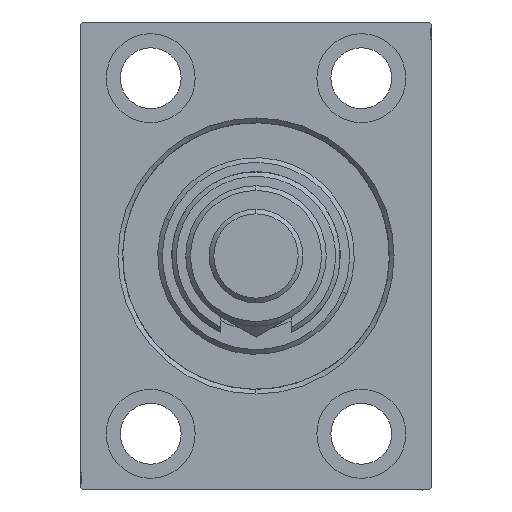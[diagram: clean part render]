
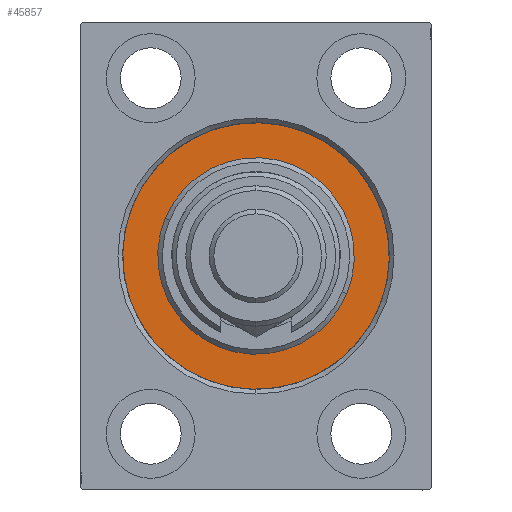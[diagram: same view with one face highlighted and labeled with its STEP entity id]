
A CAD part, left-side view. The second image highlights one B-rep face of the part: STEP entity #45857.
In plain terms, the highlighted face is planar.
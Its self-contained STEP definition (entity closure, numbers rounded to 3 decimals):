
#81 = DIRECTION ( 'NONE',  ( 0., 0., 1. ) ) ;
#1148 = AXIS2_PLACEMENT_3D ( 'NONE', #16895, #4733, #9678 ) ;
#2773 = EDGE_CURVE ( 'NONE', #5306, #13591, #34174, .T. ) ;
#4733 = DIRECTION ( 'NONE',  ( -1., 0., 0. ) ) ;
#5306 = VERTEX_POINT ( 'NONE', #14538 ) ;
#5527 = ORIENTED_EDGE ( 'NONE', *, *, #39395, .F. ) ;
#6694 = FACE_BOUND ( 'NONE', #22734, .T. ) ;
#6926 = PLANE ( 'NONE',  #20277 ) ;
#7813 = VERTEX_POINT ( 'NONE', #43509 ) ;
#7963 = EDGE_CURVE ( 'NONE', #31614, #7813, #40950, .T. ) ;
#8518 = ORIENTED_EDGE ( 'NONE', *, *, #7963, .F. ) ;
#9678 = DIRECTION ( 'NONE',  ( 0., 0., 1. ) ) ;
#12896 = DIRECTION ( 'NONE',  ( 1., 0., 0. ) ) ;
#13123 = AXIS2_PLACEMENT_3D ( 'NONE', #13790, #43153, #39542 ) ;
#13591 = VERTEX_POINT ( 'NONE', #45456 ) ;
#13790 = CARTESIAN_POINT ( 'NONE',  ( 0., 0., 0. ) ) ;
#14239 = EDGE_CURVE ( 'NONE', #13591, #5306, #46332, .T. ) ;
#14538 = CARTESIAN_POINT ( 'NONE',  ( 0., 0., -28.5 ) ) ;
#16516 = DIRECTION ( 'NONE',  ( 0., 0., -1. ) ) ;
#16895 = CARTESIAN_POINT ( 'NONE',  ( 0., 0., 0. ) ) ;
#18616 = DIRECTION ( 'NONE',  ( -1., 0., 0. ) ) ;
#20277 = AXIS2_PLACEMENT_3D ( 'NONE', #28123, #32196, #36048 ) ;
#22734 = EDGE_LOOP ( 'NONE', ( #5527, #8518 ) ) ;
#24275 = FACE_OUTER_BOUND ( 'NONE', #24431, .T. ) ;
#24431 = EDGE_LOOP ( 'NONE', ( #35349, #37193 ) ) ;
#28123 = CARTESIAN_POINT ( 'NONE',  ( 0., 0., 0. ) ) ;
#31614 = VERTEX_POINT ( 'NONE', #35169 ) ;
#32196 = DIRECTION ( 'NONE',  ( -1., 0., 0. ) ) ;
#34174 = CIRCLE ( 'NONE', #1148, 28.5 ) ;
#35169 = CARTESIAN_POINT ( 'NONE',  ( 0., 0., -21. ) ) ;
#35349 = ORIENTED_EDGE ( 'NONE', *, *, #2773, .F. ) ;
#36048 = DIRECTION ( 'NONE',  ( 0., 0., 1. ) ) ;
#37193 = ORIENTED_EDGE ( 'NONE', *, *, #14239, .F. ) ;
#37917 = AXIS2_PLACEMENT_3D ( 'NONE', #43881, #18616, #81 ) ;
#38184 = CARTESIAN_POINT ( 'NONE',  ( 0., 0., 0. ) ) ;
#39395 = EDGE_CURVE ( 'NONE', #7813, #31614, #43125, .T. ) ;
#39542 = DIRECTION ( 'NONE',  ( 0., 0., -1. ) ) ;
#40950 = CIRCLE ( 'NONE', #43234, 21. ) ;
#43125 = CIRCLE ( 'NONE', #13123, 21. ) ;
#43153 = DIRECTION ( 'NONE',  ( 1., 0., 0. ) ) ;
#43234 = AXIS2_PLACEMENT_3D ( 'NONE', #38184, #12896, #16516 ) ;
#43509 = CARTESIAN_POINT ( 'NONE',  ( 0., 0., 21. ) ) ;
#43881 = CARTESIAN_POINT ( 'NONE',  ( 0., 0., 0. ) ) ;
#45456 = CARTESIAN_POINT ( 'NONE',  ( 0., 0., 28.5 ) ) ;
#45857 = ADVANCED_FACE ( 'NONE', ( #6694, #24275 ), #6926, .F. ) ;
#46332 = CIRCLE ( 'NONE', #37917, 28.5 ) ;
